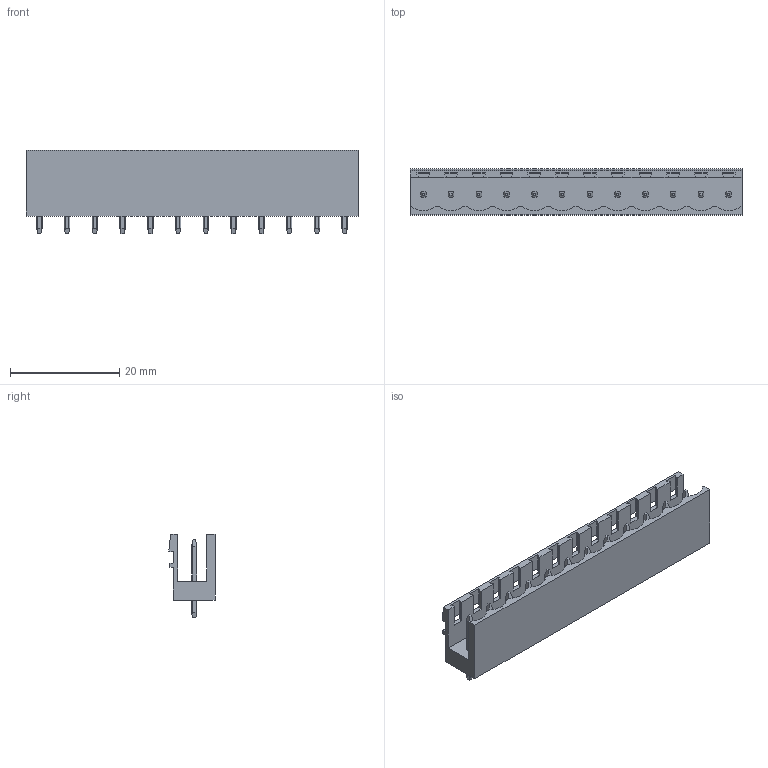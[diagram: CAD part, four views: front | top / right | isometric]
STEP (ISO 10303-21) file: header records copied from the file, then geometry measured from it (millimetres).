
FILE_DESCRIPTION((''),'2;1');
FILE_NAME('WEIDMULLER_1146570000.stp','2012-01-18T11:19:53',(''),(''),'Mechanical Desktop 2011','Mechanical Desktop 2011',', , ');
FILE_SCHEMA(('AUTOMOTIVE_DESIGN { 1 2 10303 214 1 1 1 1 }'));
Length unit declared in the file: millimetre
Products named in the file (1): Product
Bounding box: 60.76 x 8.43 x 15.2 mm (x, y, z)
Volume: 2767.4 mm3; surface area: 4251.1 mm2
Topology: 25 solids, 25 shells, 475 faces, 1323 edges, 874 vertices
Faces by surface type: plane 293, cylinder 110, bspline 72
Entity records: 15257 total; most frequent: CARTESIAN_POINT 2889, ORIENTED_EDGE 2646, DIRECTION 2447, EDGE_CURVE 1323, VECTOR 1007, LINE 1007, VERTEX_POINT 874, AXIS2_PLACEMENT_3D 720
